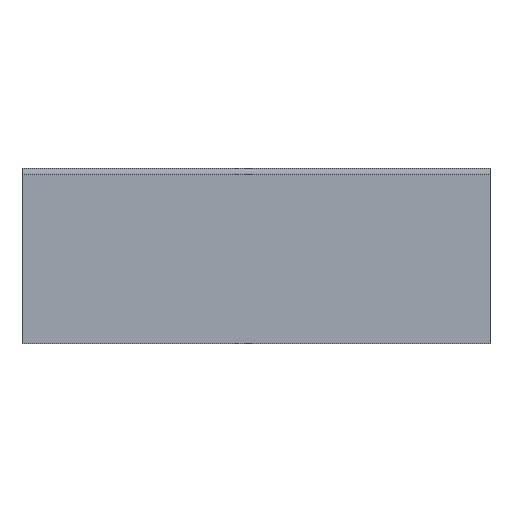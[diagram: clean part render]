
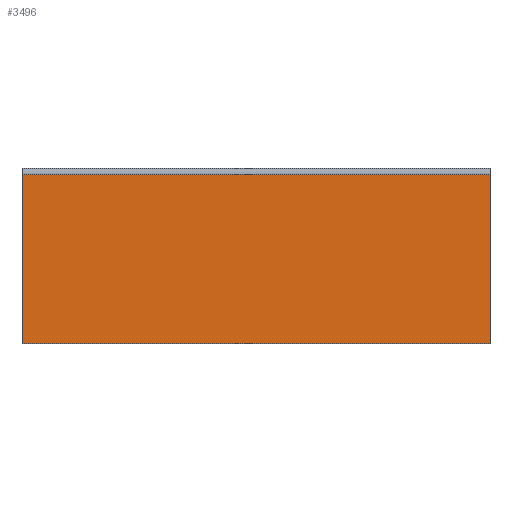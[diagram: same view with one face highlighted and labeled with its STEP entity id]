
A CAD part, front view. The second image highlights one B-rep face of the part: STEP entity #3496.
In plain terms, the highlighted planar face has unit normal (0, -1, 0).
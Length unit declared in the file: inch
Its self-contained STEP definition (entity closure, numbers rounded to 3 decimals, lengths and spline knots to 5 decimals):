
#73 = VERTEX_POINT ( 'NONE', #341 ) ;
#76 = VERTEX_POINT ( 'NONE', #344 ) ;
#165 = VERTEX_POINT ( 'NONE', #2385 ) ;
#341 = CARTESIAN_POINT ( 'NONE',  ( -1.2, -2.3, 0. ) ) ;
#344 = CARTESIAN_POINT ( 'NONE',  ( 1.2, -2.3, 0. ) ) ;
#438 = DIRECTION ( 'NONE',  ( 0., 0., -1. ) ) ;
#439 = DIRECTION ( 'NONE',  ( 0., -1., 0. ) ) ;
#441 = PLANE ( 'NONE',  #3411 ) ;
#442 = CARTESIAN_POINT ( 'NONE',  ( 1.2, -2.3, -3.20137 ) ) ;
#794 = CARTESIAN_POINT ( 'NONE',  ( 1.2, -2.3, 0.87 ) ) ;
#795 = DIRECTION ( 'NONE',  ( -1., 0., 0. ) ) ;
#803 = CARTESIAN_POINT ( 'NONE',  ( 1.2, -2.3, -3.20137 ) ) ;
#804 = DIRECTION ( 'NONE',  ( 0., 0., 1. ) ) ;
#1196 = CARTESIAN_POINT ( 'NONE',  ( -1.2, -2.3, 0.87 ) ) ;
#1539 = LINE ( 'NONE', #2102, #1540 ) ;
#1540 = VECTOR ( 'NONE', #2100, 39.37008 ) ;
#1742 = LINE ( 'NONE', #2571, #1743 ) ;
#1743 = VECTOR ( 'NONE', #2570, 39.37008 ) ;
#1944 = EDGE_LOOP ( 'NONE', ( #2066, #2067, #2068, #2069 ) ) ;
#2066 = ORIENTED_EDGE ( 'NONE', *, *, #2998, .F. ) ;
#2067 = ORIENTED_EDGE ( 'NONE', *, *, #2874, .F. ) ;
#2068 = ORIENTED_EDGE ( 'NONE', *, *, #3185, .T. ) ;
#2069 = ORIENTED_EDGE ( 'NONE', *, *, #3181, .T. ) ;
#2100 = DIRECTION ( 'NONE',  ( -1., 0., 0. ) ) ;
#2102 = CARTESIAN_POINT ( 'NONE',  ( 1.2, -2.3, 0. ) ) ;
#2385 = CARTESIAN_POINT ( 'NONE',  ( 1.2, -2.3, 0.87 ) ) ;
#2570 = DIRECTION ( 'NONE',  ( 0., 0., 1. ) ) ;
#2571 = CARTESIAN_POINT ( 'NONE',  ( -1.2, -2.3, -3.20137 ) ) ;
#2874 = EDGE_CURVE ( 'NONE', #76, #73, #1539, .T. ) ;
#2998 = EDGE_CURVE ( 'NONE', #73, #3967, #1742, .T. ) ;
#3181 = EDGE_CURVE ( 'NONE', #165, #3967, #3773, .T. ) ;
#3185 = EDGE_CURVE ( 'NONE', #76, #165, #3790, .T. ) ;
#3411 = AXIS2_PLACEMENT_3D ( 'NONE', #442, #439, #438 ) ;
#3496 = ADVANCED_FACE ( 'NONE', ( #3905 ), #441, .T. ) ;
#3773 = LINE ( 'NONE', #794, #3774 ) ;
#3774 = VECTOR ( 'NONE', #795, 39.37008 ) ;
#3790 = LINE ( 'NONE', #803, #3791 ) ;
#3791 = VECTOR ( 'NONE', #804, 39.37008 ) ;
#3905 = FACE_OUTER_BOUND ( 'NONE', #1944, .T. ) ;
#3967 = VERTEX_POINT ( 'NONE', #1196 ) ;
